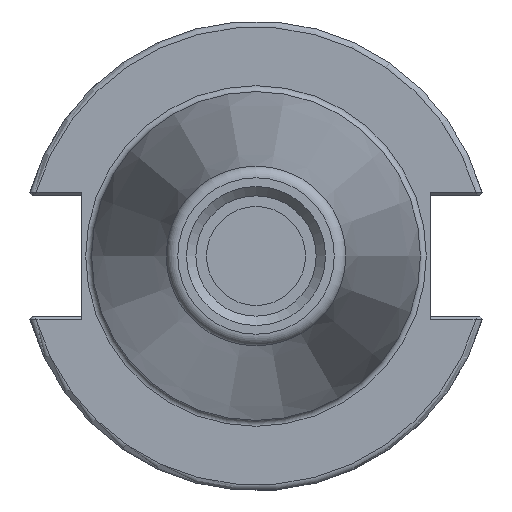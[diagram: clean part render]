
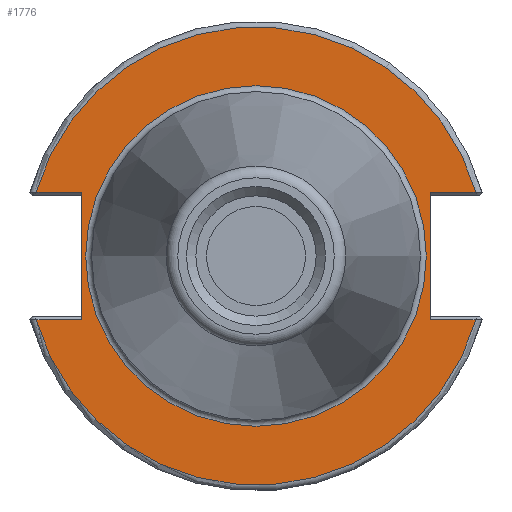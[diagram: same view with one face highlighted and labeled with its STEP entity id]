
A CAD part, left-side view. The second image highlights one B-rep face of the part: STEP entity #1776.
In plain terms, the highlighted planar face has unit normal (-1, 0, 0).
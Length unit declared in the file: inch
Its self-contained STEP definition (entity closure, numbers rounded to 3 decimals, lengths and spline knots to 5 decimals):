
#154=LINE('',#2569,#258);
#155=LINE('',#2571,#259);
#156=LINE('',#2573,#260);
#157=LINE('',#2577,#261);
#158=LINE('',#2579,#262);
#159=LINE('',#2581,#263);
#258=VECTOR('',#2172,0.24091);
#259=VECTOR('',#2173,0.67625);
#260=VECTOR('',#2174,0.24091);
#261=VECTOR('',#2177,0.24091);
#262=VECTOR('',#2178,0.67625);
#263=VECTOR('',#2179,0.24091);
#366=PLANE('',#1924);
#430=FACE_BOUND('',#590,.T.);
#471=FACE_OUTER_BOUND('',#589,.T.);
#589=EDGE_LOOP('',(#1246,#1247,#1248,#1249,#1250,#1251,#1252,#1253));
#590=EDGE_LOOP('',(#1254));
#700=CIRCLE('',#1922,0.90625);
#702=CIRCLE('',#1925,1.21875);
#703=CIRCLE('',#1926,1.21875);
#779=VERTEX_POINT('',#2562);
#781=VERTEX_POINT('',#2567);
#782=VERTEX_POINT('',#2568);
#783=VERTEX_POINT('',#2570);
#784=VERTEX_POINT('',#2572);
#785=VERTEX_POINT('',#2574);
#786=VERTEX_POINT('',#2576);
#787=VERTEX_POINT('',#2578);
#788=VERTEX_POINT('',#2580);
#966=EDGE_CURVE('',#779,#779,#700,.T.);
#968=EDGE_CURVE('',#781,#782,#154,.T.);
#969=EDGE_CURVE('',#783,#781,#155,.T.);
#970=EDGE_CURVE('',#784,#783,#156,.T.);
#971=EDGE_CURVE('',#785,#784,#702,.T.);
#972=EDGE_CURVE('',#786,#785,#157,.T.);
#973=EDGE_CURVE('',#787,#786,#158,.T.);
#974=EDGE_CURVE('',#788,#787,#159,.T.);
#975=EDGE_CURVE('',#782,#788,#703,.T.);
#1246=ORIENTED_EDGE('',*,*,#968,.F.);
#1247=ORIENTED_EDGE('',*,*,#969,.F.);
#1248=ORIENTED_EDGE('',*,*,#970,.F.);
#1249=ORIENTED_EDGE('',*,*,#971,.F.);
#1250=ORIENTED_EDGE('',*,*,#972,.F.);
#1251=ORIENTED_EDGE('',*,*,#973,.F.);
#1252=ORIENTED_EDGE('',*,*,#974,.F.);
#1253=ORIENTED_EDGE('',*,*,#975,.F.);
#1254=ORIENTED_EDGE('',*,*,#966,.F.);
#1776=ADVANCED_FACE('',(#471,#430),#366,.T.);
#1922=AXIS2_PLACEMENT_3D('',#2563,#2166,#2167);
#1924=AXIS2_PLACEMENT_3D('',#2566,#2170,#2171);
#1925=AXIS2_PLACEMENT_3D('',#2575,#2175,#2176);
#1926=AXIS2_PLACEMENT_3D('',#2582,#2180,#2181);
#2166=DIRECTION('center_axis',(-1.,0.,0.));
#2167=DIRECTION('ref_axis',(0.,1.,0.));
#2170=DIRECTION('center_axis',(-1.,0.,0.));
#2171=DIRECTION('ref_axis',(0.,0.,1.));
#2172=DIRECTION('',(0.,-1.,0.));
#2173=DIRECTION('',(0.,0.,-1.));
#2174=DIRECTION('',(0.,1.,0.));
#2175=DIRECTION('center_axis',(1.,0.,0.));
#2176=DIRECTION('ref_axis',(0.,0.,1.));
#2177=DIRECTION('',(0.,1.,0.));
#2178=DIRECTION('',(0.,0.,1.));
#2179=DIRECTION('',(0.,-1.,0.));
#2180=DIRECTION('center_axis',(1.,0.,0.));
#2181=DIRECTION('ref_axis',(0.,0.,-1.));
#2562=CARTESIAN_POINT('',(2.815,-0.90625,0.));
#2563=CARTESIAN_POINT('Origin',(2.815,0.,0.));
#2566=CARTESIAN_POINT('Origin',(2.815,-0.875,0.));
#2567=CARTESIAN_POINT('',(2.815,-0.93,-0.33813));
#2568=CARTESIAN_POINT('',(2.815,-1.17091,-0.33813));
#2569=CARTESIAN_POINT('',(2.815,-0.9025,-0.33813));
#2570=CARTESIAN_POINT('',(2.815,-0.93,0.33813));
#2571=CARTESIAN_POINT('',(2.815,-0.93,0.16125));
#2572=CARTESIAN_POINT('',(2.815,-1.17091,0.33813));
#2573=CARTESIAN_POINT('',(2.815,-1.1525,0.33813));
#2574=CARTESIAN_POINT('',(2.815,1.17091,0.33813));
#2575=CARTESIAN_POINT('Origin',(2.815,0.,0.));
#2576=CARTESIAN_POINT('',(2.815,0.93,0.33813));
#2577=CARTESIAN_POINT('',(2.815,0.0275,0.33813));
#2578=CARTESIAN_POINT('',(2.815,0.93,-0.33813));
#2579=CARTESIAN_POINT('',(2.815,0.93,-0.16125));
#2580=CARTESIAN_POINT('',(2.815,1.17091,-0.33813));
#2581=CARTESIAN_POINT('',(2.815,0.2775,-0.33813));
#2582=CARTESIAN_POINT('Origin',(2.815,0.,0.));
